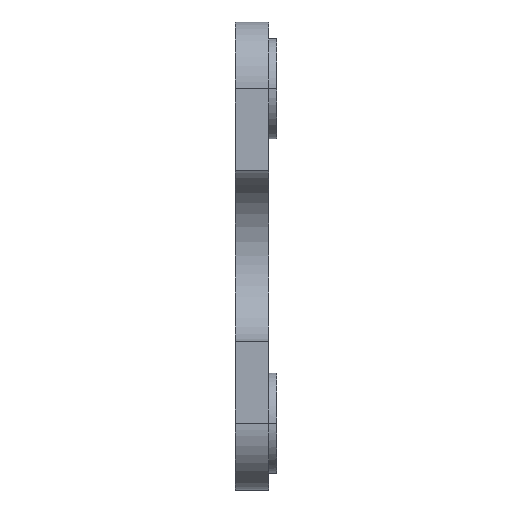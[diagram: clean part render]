
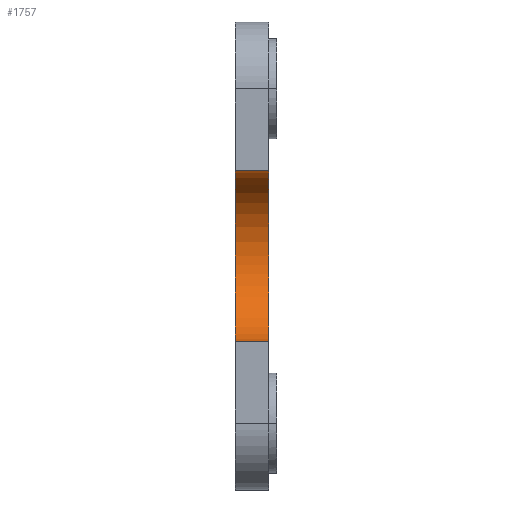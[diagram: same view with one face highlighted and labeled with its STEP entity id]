
A CAD part, front view. The second image highlights one B-rep face of the part: STEP entity #1757.
In plain terms, the highlighted free-form (B-spline) face has degree [2, 1] with [5, 2] control points.
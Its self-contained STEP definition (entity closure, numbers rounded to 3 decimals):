
#479 = VERTEX_POINT('',#480);
#480 = CARTESIAN_POINT('',(0.,-143.21,52.2));
#485 = EDGE_CURVE('',#479,#486,#488,.T.);
#486 = VERTEX_POINT('',#487);
#487 = CARTESIAN_POINT('',(20.459,-143.21,
    52.2));
#488 = B_SPLINE_CURVE_WITH_KNOTS('',1,(#489,#490),.UNSPECIFIED.,.F.,.F.,
  (2,2),(-10.,10.),.PIECEWISE_BEZIER_KNOTS.);
#489 = CARTESIAN_POINT('',(0.,-143.21,52.2));
#490 = CARTESIAN_POINT('',(20.459,-143.21,
    52.2));
#1526 = VERTEX_POINT('',#1527);
#1527 = CARTESIAN_POINT('',(20.459,-143.21,
    -52.2));
#1532 = EDGE_CURVE('',#1533,#1526,#1535,.T.);
#1533 = VERTEX_POINT('',#1534);
#1534 = CARTESIAN_POINT('',(0.,-143.21,-52.2));
#1535 = B_SPLINE_CURVE_WITH_KNOTS('',1,(#1536,#1537),.UNSPECIFIED.,.F.,
  .F.,(2,2),(-10.,10.),.PIECEWISE_BEZIER_KNOTS.);
#1536 = CARTESIAN_POINT('',(0.,-143.21,-52.2));
#1537 = CARTESIAN_POINT('',(20.459,-143.21,
    -52.2));
#1611 = EDGE_CURVE('',#1533,#1612,#1614,.T.);
#1612 = VERTEX_POINT('',#1613);
#1613 = CARTESIAN_POINT('',(0.,-79.789,0.));
#1614 = ( BOUNDED_CURVE() B_SPLINE_CURVE(2,(#1615,#1616,#1617),
.UNSPECIFIED.,.F.,.F.) B_SPLINE_CURVE_WITH_KNOTS((3,3),(2.948,
4.712),.PIECEWISE_BEZIER_KNOTS.) CURVE() 
GEOMETRIC_REPRESENTATION_ITEM() RATIONAL_B_SPLINE_CURVE((1.,
0.635,1.)) REPRESENTATION_ITEM('') );
#1615 = CARTESIAN_POINT('',(0.,-143.21,-52.2));
#1616 = CARTESIAN_POINT('',(0.,-79.789,-64.628));
#1617 = CARTESIAN_POINT('',(0.,-79.789,0.));
#1619 = EDGE_CURVE('',#1612,#479,#1620,.T.);
#1620 = ( BOUNDED_CURVE() B_SPLINE_CURVE(2,(#1621,#1622,#1623),
.UNSPECIFIED.,.F.,.F.) B_SPLINE_CURVE_WITH_KNOTS((3,3),(4.712,
6.477),.PIECEWISE_BEZIER_KNOTS.) CURVE() 
GEOMETRIC_REPRESENTATION_ITEM() RATIONAL_B_SPLINE_CURVE((1.,
0.635,1.)) REPRESENTATION_ITEM('') );
#1621 = CARTESIAN_POINT('',(0.,-79.789,0.));
#1622 = CARTESIAN_POINT('',(0.,-79.789,64.628));
#1623 = CARTESIAN_POINT('',(0.,-143.21,52.2));
#1671 = EDGE_CURVE('',#1672,#486,#1674,.T.);
#1672 = VERTEX_POINT('',#1673);
#1673 = CARTESIAN_POINT('',(20.459,-79.789,
    0.));
#1674 = ( BOUNDED_CURVE() B_SPLINE_CURVE(2,(#1675,#1676,#1677),
.UNSPECIFIED.,.F.,.F.) B_SPLINE_CURVE_WITH_KNOTS((3,3),(4.712,
6.477),.PIECEWISE_BEZIER_KNOTS.) CURVE() 
GEOMETRIC_REPRESENTATION_ITEM() RATIONAL_B_SPLINE_CURVE((1.,
0.635,1.)) REPRESENTATION_ITEM('') );
#1675 = CARTESIAN_POINT('',(20.459,-79.789,
    0.));
#1676 = CARTESIAN_POINT('',(20.459,-79.789,
    64.628));
#1677 = CARTESIAN_POINT('',(20.459,-143.21,
    52.2));
#1679 = EDGE_CURVE('',#1526,#1672,#1680,.T.);
#1680 = ( BOUNDED_CURVE() B_SPLINE_CURVE(2,(#1681,#1682,#1683),
.UNSPECIFIED.,.F.,.F.) B_SPLINE_CURVE_WITH_KNOTS((3,3),(2.948,
4.712),.PIECEWISE_BEZIER_KNOTS.) CURVE() 
GEOMETRIC_REPRESENTATION_ITEM() RATIONAL_B_SPLINE_CURVE((1.,
0.635,1.)) REPRESENTATION_ITEM('') );
#1681 = CARTESIAN_POINT('',(20.459,-143.21,
    -52.2));
#1682 = CARTESIAN_POINT('',(20.459,-79.789,
    -64.628));
#1683 = CARTESIAN_POINT('',(20.459,-79.789,
    0.));
#1757 = ADVANCED_FACE('',(#1758),#1766,.F.);
#1758 = FACE_BOUND('',#1759,.F.);
#1759 = EDGE_LOOP('',(#1760,#1761,#1762,#1763,#1764,#1765));
#1760 = ORIENTED_EDGE('',*,*,#1671,.F.);
#1761 = ORIENTED_EDGE('',*,*,#1679,.F.);
#1762 = ORIENTED_EDGE('',*,*,#1532,.F.);
#1763 = ORIENTED_EDGE('',*,*,#1611,.T.);
#1764 = ORIENTED_EDGE('',*,*,#1619,.T.);
#1765 = ORIENTED_EDGE('',*,*,#485,.T.);
#1766 = ( BOUNDED_SURFACE() B_SPLINE_SURFACE(2,1,(
    (#1767,#1768)
    ,(#1769,#1770)
    ,(#1771,#1772)
    ,(#1773,#1774)
    ,(#1775,#1776
)),.UNSPECIFIED.,.F.,.F.,.F.) B_SPLINE_SURFACE_WITH_KNOTS((3,2,3),(2,2),
  (4.519,6.283,8.047),(-10.,10.),
.PIECEWISE_BEZIER_KNOTS.) GEOMETRIC_REPRESENTATION_ITEM() 
RATIONAL_B_SPLINE_SURFACE((
    (1.,1.)
    ,(0.635,0.635)
    ,(1.,1.)
    ,(0.635,0.635)
,(1.,1.))) REPRESENTATION_ITEM('') SURFACE() );
#1767 = CARTESIAN_POINT('',(0.,-143.21,-52.2));
#1768 = CARTESIAN_POINT('',(20.459,-143.21,
    -52.2));
#1769 = CARTESIAN_POINT('',(0.,-79.789,-64.628));
#1770 = CARTESIAN_POINT('',(20.459,-79.789,
    -64.628));
#1771 = CARTESIAN_POINT('',(0.,-79.789,0.));
#1772 = CARTESIAN_POINT('',(20.459,-79.789,
    0.));
#1773 = CARTESIAN_POINT('',(0.,-79.789,64.628));
#1774 = CARTESIAN_POINT('',(20.459,-79.789,
    64.628));
#1775 = CARTESIAN_POINT('',(0.,-143.21,52.2));
#1776 = CARTESIAN_POINT('',(20.459,-143.21,
    52.2));
